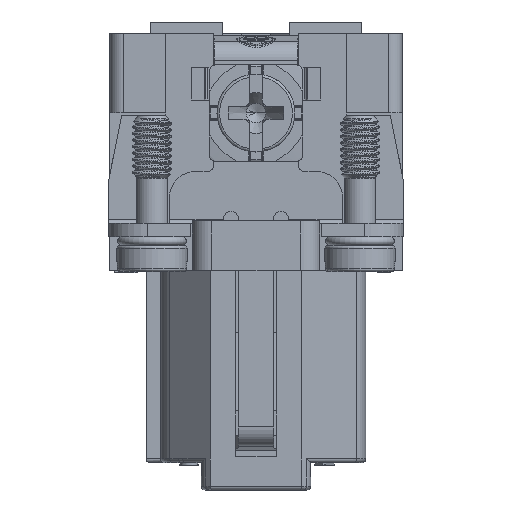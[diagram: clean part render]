
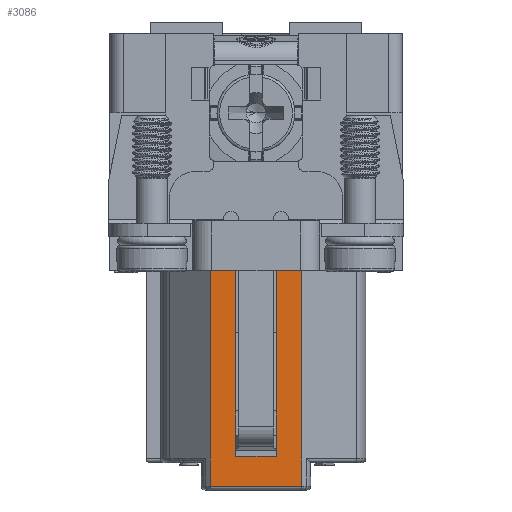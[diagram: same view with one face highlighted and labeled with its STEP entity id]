
A CAD part, left-side view. The second image highlights one B-rep face of the part: STEP entity #3086.
In plain terms, the highlighted planar face has unit normal (-1, 0, 0).
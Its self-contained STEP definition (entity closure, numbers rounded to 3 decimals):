
#3086=ADVANCED_FACE('',(#5503),#4590,.F.);
#4590=PLANE('',#28583);
#5503=FACE_OUTER_BOUND('',#6845,.T.);
#6845=EDGE_LOOP('',(#9799,#9800,#9801,#9802,#9803,#9804,#9805,#9806));
#9799=ORIENTED_EDGE('',*,*,#20166,.F.);
#9800=ORIENTED_EDGE('',*,*,#20170,.T.);
#9801=ORIENTED_EDGE('',*,*,#20171,.T.);
#9802=ORIENTED_EDGE('',*,*,#19738,.T.);
#9803=ORIENTED_EDGE('',*,*,#20172,.T.);
#9804=ORIENTED_EDGE('',*,*,#20173,.F.);
#9805=ORIENTED_EDGE('',*,*,#20174,.T.);
#9806=ORIENTED_EDGE('',*,*,#19770,.T.);
#17029=VERTEX_POINT('',#40602);
#17031=VERTEX_POINT('',#40606);
#17032=VERTEX_POINT('',#40608);
#17063=VERTEX_POINT('',#40670);
#17364=VERTEX_POINT('',#41709);
#17367=VERTEX_POINT('',#41724);
#17368=VERTEX_POINT('',#41727);
#17369=VERTEX_POINT('',#41729);
#19738=EDGE_CURVE('',#17032,#17031,#23566,.T.);
#19770=EDGE_CURVE('',#17029,#17063,#23594,.T.);
#20166=EDGE_CURVE('',#17364,#17063,#23833,.T.);
#20170=EDGE_CURVE('',#17364,#17367,#23836,.T.);
#20171=EDGE_CURVE('',#17367,#17032,#23837,.T.);
#20172=EDGE_CURVE('',#17031,#17368,#23838,.T.);
#20173=EDGE_CURVE('',#17369,#17368,#23839,.T.);
#20174=EDGE_CURVE('',#17369,#17029,#23840,.T.);
#23566=LINE('',#40607,#26107);
#23594=LINE('',#40671,#26135);
#23833=LINE('',#41710,#26374);
#23836=LINE('',#41723,#26377);
#23837=LINE('',#41725,#26378);
#23838=LINE('',#41726,#26379);
#23839=LINE('',#41728,#26380);
#23840=LINE('',#41730,#26381);
#26107=VECTOR('',#31284,1.);
#26135=VECTOR('',#31320,1.);
#26374=VECTOR('',#32037,1.);
#26377=VECTOR('',#32042,1.);
#26378=VECTOR('',#32043,1.);
#26379=VECTOR('',#32044,1.);
#26380=VECTOR('',#32045,1.);
#26381=VECTOR('',#32046,1.);
#28583=AXIS2_PLACEMENT_3D('',#41731,#32047,#32048);
#31284=DIRECTION('',(0.,1.,0.));
#31320=DIRECTION('',(0.,1.,0.));
#32037=DIRECTION('',(0.,0.,1.));
#32042=DIRECTION('',(0.,-1.,0.));
#32043=DIRECTION('',(0.,0.,1.));
#32044=DIRECTION('',(0.,0.,-1.));
#32045=DIRECTION('',(0.,-1.,0.));
#32046=DIRECTION('',(0.,0.,1.));
#32047=DIRECTION('',(1.,0.,0.));
#32048=DIRECTION('',(0.,0.,-1.));
#40602=CARTESIAN_POINT('',(-27.499,1.55,14.4));
#40606=CARTESIAN_POINT('',(-27.499,-1.55,14.4));
#40607=CARTESIAN_POINT('',(-27.499,3.502,14.4));
#40608=CARTESIAN_POINT('',(-27.499,-3.502,14.4));
#40670=CARTESIAN_POINT('',(-27.499,3.502,14.4));
#40671=CARTESIAN_POINT('',(-27.499,3.502,14.4));
#41709=CARTESIAN_POINT('',(-27.499,3.502,-2.2));
#41710=CARTESIAN_POINT('',(-27.499,3.502,14.4));
#41723=CARTESIAN_POINT('',(-27.499,-3.502,-2.2));
#41724=CARTESIAN_POINT('',(-27.499,-3.502,-2.2));
#41725=CARTESIAN_POINT('',(-27.499,-3.502,14.4));
#41726=CARTESIAN_POINT('',(-27.499,-1.55,14.4));
#41727=CARTESIAN_POINT('',(-27.499,-1.55,0.1));
#41728=CARTESIAN_POINT('',(-27.499,3.502,0.1));
#41729=CARTESIAN_POINT('',(-27.499,1.55,0.1));
#41730=CARTESIAN_POINT('',(-27.499,1.55,14.4));
#41731=CARTESIAN_POINT('',(-27.499,3.502,14.4));
